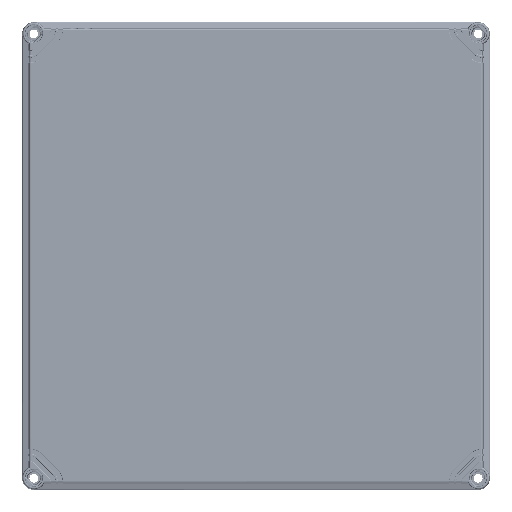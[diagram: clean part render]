
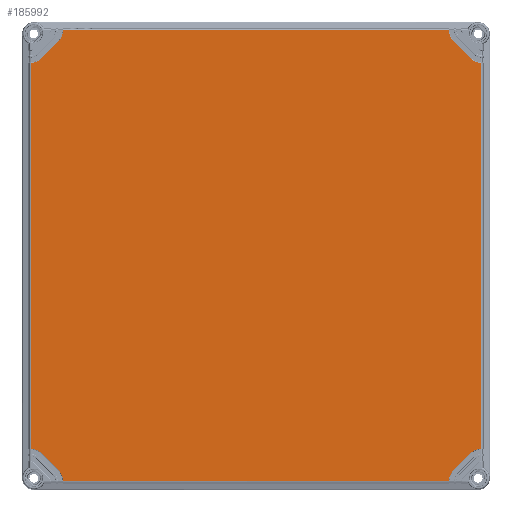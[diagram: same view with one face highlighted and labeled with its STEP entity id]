
A CAD part, top view. The second image highlights one B-rep face of the part: STEP entity #185992.
In plain terms, the highlighted planar face has unit normal (0, 0, 1).
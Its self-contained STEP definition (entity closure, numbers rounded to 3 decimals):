
#157646=CARTESIAN_POINT('',(-179.346,-193.3,30.));
#157647=DIRECTION('',(0.,0.,-1.));
#157648=DIRECTION('',(0.707,0.707,0.));
#157649=AXIS2_PLACEMENT_3D('',#157646,#157647,#157648);
#157654=DIRECTION('',(0.707,-0.707,0.));
#157655=VECTOR('',#157654,19.734);
#157656=CARTESIAN_POINT('',(-183.118,-169.164,30.));
#157657=LINE('',#157656,#157655);
#157661=CARTESIAN_POINT('',(-193.3,-179.346,30.));
#157662=DIRECTION('',(0.,0.,-1.));
#157663=DIRECTION('',(0.031,1.,0.));
#157664=AXIS2_PLACEMENT_3D('',#157661,#157662,#157663);
#157669=CARTESIAN_POINT('',(-193.3,179.346,30.));
#157670=DIRECTION('',(0.,0.,-1.));
#157671=DIRECTION('',(0.707,-0.707,0.));
#157672=AXIS2_PLACEMENT_3D('',#157669,#157670,#157671);
#157677=DIRECTION('',(-0.707,-0.707,0.));
#157678=VECTOR('',#157677,19.734);
#157679=CARTESIAN_POINT('',(-169.164,183.118,30.));
#157680=LINE('',#157679,#157678);
#157684=CARTESIAN_POINT('',(-179.346,193.3,30.));
#157685=DIRECTION('',(0.,0.,-1.));
#157686=DIRECTION('',(1.,-0.031,0.));
#157687=AXIS2_PLACEMENT_3D('',#157684,#157685,#157686);
#157692=DIRECTION('',(1.,0.,0.));
#157693=VECTOR('',#157692,329.906);
#157694=CARTESIAN_POINT('',(-164.953,192.851,
30.));
#157695=LINE('',#157694,#157693);
#157699=CARTESIAN_POINT('',(179.346,193.3,30.));
#157700=DIRECTION('',(0.,0.,-1.));
#157701=DIRECTION('',(-0.707,-0.707,0.));
#157702=AXIS2_PLACEMENT_3D('',#157699,#157700,#157701);
#157707=DIRECTION('',(-0.707,0.707,0.));
#157708=VECTOR('',#157707,19.734);
#157709=CARTESIAN_POINT('',(183.118,169.164,30.));
#157710=LINE('',#157709,#157708);
#157714=CARTESIAN_POINT('',(193.3,179.346,30.));
#157715=DIRECTION('',(0.,0.,-1.));
#157716=DIRECTION('',(-0.031,-1.,0.));
#157717=AXIS2_PLACEMENT_3D('',#157714,#157715,#157716);
#157722=CARTESIAN_POINT('',(193.3,-179.346,30.));
#157723=DIRECTION('',(0.,0.,-1.));
#157724=DIRECTION('',(-0.707,0.707,0.));
#157725=AXIS2_PLACEMENT_3D('',#157722,#157723,#157724);
#157730=DIRECTION('',(0.707,0.707,0.));
#157731=VECTOR('',#157730,19.734);
#157732=CARTESIAN_POINT('',(169.164,-183.118,30.));
#157733=LINE('',#157732,#157731);
#157737=CARTESIAN_POINT('',(179.346,-193.3,30.));
#157738=DIRECTION('',(0.,0.,-1.));
#157739=DIRECTION('',(-1.,0.031,0.));
#157740=AXIS2_PLACEMENT_3D('',#157737,#157738,#157739);
#160395=DIRECTION('',(1.,0.,0.));
#160396=VECTOR('',#160395,329.906);
#160397=CARTESIAN_POINT('',(-164.953,-192.851,
30.));
#160398=LINE('',#160397,#160396);
#160428=CARTESIAN_POINT('',(-164.953,-192.851,
30.));
#160512=CARTESIAN_POINT('',(192.851,-164.953,
30.));
#160523=DIRECTION('',(0.,1.,0.));
#160524=VECTOR('',#160523,329.906);
#160525=CARTESIAN_POINT('',(192.851,-164.953,
30.));
#160526=LINE('',#160525,#160524);
#160603=CARTESIAN_POINT('',(164.953,192.851,
30.));
#160698=DIRECTION('',(0.,-1.,0.));
#160699=VECTOR('',#160698,329.906);
#160700=CARTESIAN_POINT('',(-192.851,164.953,
30.));
#160701=LINE('',#160700,#160699);
#167879=CARTESIAN_POINT('',(-183.118,-169.164,30.));
#167880=CARTESIAN_POINT('',(-169.164,-183.118,30.));
#167881=VERTEX_POINT('',#167879);
#167882=VERTEX_POINT('',#167880);
#167883=CARTESIAN_POINT('',(-192.851,-164.953,
30.));
#167884=VERTEX_POINT('',#167883);
#168016=VERTEX_POINT('',#160428);
#168024=CARTESIAN_POINT('',(-192.851,164.953,
30.));
#168025=VERTEX_POINT('',#168024);
#168145=CARTESIAN_POINT('',(-183.118,169.164,
30.));
#168146=VERTEX_POINT('',#168145);
#168149=CARTESIAN_POINT('',(-169.164,183.118,30.));
#168150=VERTEX_POINT('',#168149);
#168153=CARTESIAN_POINT('',(-164.953,192.851,
30.));
#168154=VERTEX_POINT('',#168153);
#168287=VERTEX_POINT('',#160603);
#168289=CARTESIAN_POINT('',(169.164,183.118,
30.));
#168290=VERTEX_POINT('',#168289);
#168293=CARTESIAN_POINT('',(183.118,169.164,30.));
#168294=VERTEX_POINT('',#168293);
#168297=CARTESIAN_POINT('',(192.851,164.953,
30.));
#168298=VERTEX_POINT('',#168297);
#168431=VERTEX_POINT('',#160512);
#168433=CARTESIAN_POINT('',(183.118,-169.164,
30.));
#168434=VERTEX_POINT('',#168433);
#168437=CARTESIAN_POINT('',(169.164,-183.118,30.));
#168438=VERTEX_POINT('',#168437);
#168441=CARTESIAN_POINT('',(164.953,-192.851,
30.));
#168442=VERTEX_POINT('',#168441);
#185953=CARTESIAN_POINT('',(0.,0.,30.));
#185954=DIRECTION('',(0.,0.,1.));
#185955=DIRECTION('',(1.,0.,0.));
#185956=AXIS2_PLACEMENT_3D('',#185953,#185954,#185955);
#185957=PLANE('',#185956);
#185959=ORIENTED_EDGE('',*,*,#185958,.F.);
#185961=ORIENTED_EDGE('',*,*,#185960,.F.);
#185963=ORIENTED_EDGE('',*,*,#185962,.F.);
#185965=ORIENTED_EDGE('',*,*,#185964,.F.);
#185967=ORIENTED_EDGE('',*,*,#185966,.F.);
#185969=ORIENTED_EDGE('',*,*,#185968,.F.);
#185971=ORIENTED_EDGE('',*,*,#185970,.F.);
#185973=ORIENTED_EDGE('',*,*,#185972,.F.);
#185975=ORIENTED_EDGE('',*,*,#185974,.T.);
#185977=ORIENTED_EDGE('',*,*,#185976,.F.);
#185979=ORIENTED_EDGE('',*,*,#185978,.F.);
#185981=ORIENTED_EDGE('',*,*,#185980,.F.);
#185983=ORIENTED_EDGE('',*,*,#185982,.F.);
#185985=ORIENTED_EDGE('',*,*,#185984,.F.);
#185987=ORIENTED_EDGE('',*,*,#185986,.F.);
#185989=ORIENTED_EDGE('',*,*,#185988,.F.);
#185990=EDGE_LOOP('',(#185959,#185961,#185963,#185965,#185967,#185969,#185971,
#185973,#185975,#185977,#185979,#185981,#185983,#185985,#185987,#185989));
#185991=FACE_OUTER_BOUND('',#185990,.F.);
#185992=ADVANCED_FACE('',(#185991),#185957,.T.);
#157650=CIRCLE('',#157649,14.4);
#157665=CIRCLE('',#157664,14.4);
#157673=CIRCLE('',#157672,14.4);
#157688=CIRCLE('',#157687,14.4);
#157703=CIRCLE('',#157702,14.4);
#157718=CIRCLE('',#157717,14.4);
#157726=CIRCLE('',#157725,14.4);
#157741=CIRCLE('',#157740,14.4);
#185958=EDGE_CURVE('',#168016,#168442,#160398,.T.);
#185960=EDGE_CURVE('',#167882,#168016,#157650,.T.);
#185962=EDGE_CURVE('',#167881,#167882,#157657,.T.);
#185964=EDGE_CURVE('',#167884,#167881,#157665,.T.);
#185966=EDGE_CURVE('',#168025,#167884,#160701,.T.);
#185968=EDGE_CURVE('',#168146,#168025,#157673,.T.);
#185970=EDGE_CURVE('',#168150,#168146,#157680,.T.);
#185972=EDGE_CURVE('',#168154,#168150,#157688,.T.);
#185974=EDGE_CURVE('',#168154,#168287,#157695,.T.);
#185976=EDGE_CURVE('',#168290,#168287,#157703,.T.);
#185978=EDGE_CURVE('',#168294,#168290,#157710,.T.);
#185980=EDGE_CURVE('',#168298,#168294,#157718,.T.);
#185982=EDGE_CURVE('',#168431,#168298,#160526,.T.);
#185984=EDGE_CURVE('',#168434,#168431,#157726,.T.);
#185986=EDGE_CURVE('',#168438,#168434,#157733,.T.);
#185988=EDGE_CURVE('',#168442,#168438,#157741,.T.);
